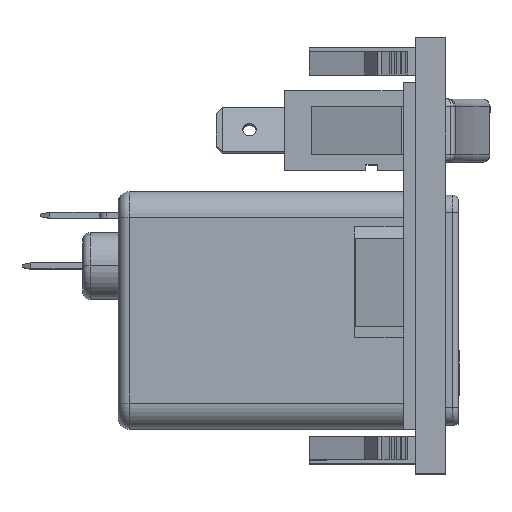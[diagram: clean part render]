
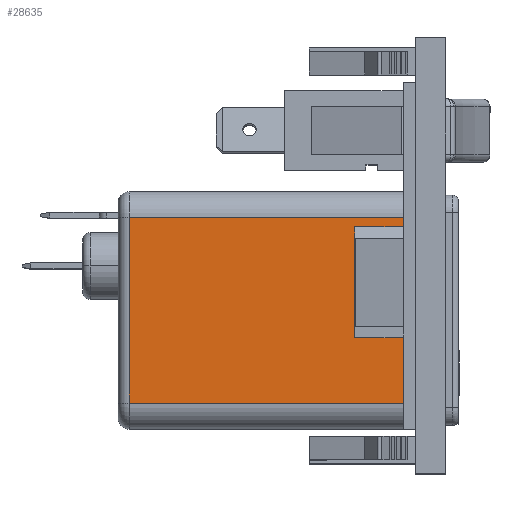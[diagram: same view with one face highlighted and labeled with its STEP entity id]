
A CAD part, top view. The second image highlights one B-rep face of the part: STEP entity #28635.
In plain terms, the highlighted planar face has unit normal (0, 0, 1).
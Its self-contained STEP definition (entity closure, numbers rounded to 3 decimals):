
#1711 = EDGE_CURVE ( 'NONE', #38919, #54341, #41321, .T. ) ;
#1736 = DIRECTION ( 'NONE',  ( 0., -1., 0. ) ) ;
#3043 = CARTESIAN_POINT ( 'NONE',  ( -8.244, 2.404, 14.481 ) ) ;
#3347 = VECTOR ( 'NONE', #21365, 1000. ) ;
#3406 = DIRECTION ( 'NONE',  ( -1., 0., 0. ) ) ;
#3549 = EDGE_LOOP ( 'NONE', ( #77232, #35752, #12744, #58946, #62489, #12789, #24195, #9811, #8747, #74194 ) ) ;
#3564 = VECTOR ( 'NONE', #22132, 1000. ) ;
#5755 = CARTESIAN_POINT ( 'NONE',  ( 1.756, 3.904, 14.481 ) ) ;
#6850 = CARTESIAN_POINT ( 'NONE',  ( -8.244, -11.096, 14.481 ) ) ;
#7611 = VERTEX_POINT ( 'NONE', #44033 ) ;
#8747 = ORIENTED_EDGE ( 'NONE', *, *, #30509, .T. ) ;
#8997 = CARTESIAN_POINT ( 'NONE',  ( 1.756, 3.904, 14.481 ) ) ;
#9811 = ORIENTED_EDGE ( 'NONE', *, *, #76477, .T. ) ;
#10760 = CARTESIAN_POINT ( 'NONE',  ( -38.744, 5.184, 14.481 ) ) ;
#12584 = DIRECTION ( 'NONE',  ( 0., -1., 0. ) ) ;
#12744 = ORIENTED_EDGE ( 'NONE', *, *, #54593, .F. ) ;
#12789 = ORIENTED_EDGE ( 'NONE', *, *, #21719, .F. ) ;
#13027 = VERTEX_POINT ( 'NONE', #23892 ) ;
#15016 = CARTESIAN_POINT ( 'NONE',  ( -8.244, -11.096, 14.481 ) ) ;
#19191 = DIRECTION ( 'NONE',  ( 0., -1., 0. ) ) ;
#20750 = FACE_OUTER_BOUND ( 'NONE', #3549, .T. ) ;
#21365 = DIRECTION ( 'NONE',  ( 0., -1., 0. ) ) ;
#21426 = VERTEX_POINT ( 'NONE', #10760 ) ;
#21654 = VECTOR ( 'NONE', #74992, 1000. ) ;
#21719 = EDGE_CURVE ( 'NONE', #60958, #23052, #51427, .T. ) ;
#22132 = DIRECTION ( 'NONE',  ( 0., 1., 0. ) ) ;
#23052 = VERTEX_POINT ( 'NONE', #40648 ) ;
#23817 = VERTEX_POINT ( 'NONE', #63654 ) ;
#23892 = CARTESIAN_POINT ( 'NONE',  ( 1.756, -11.096, 14.481 ) ) ;
#24195 = ORIENTED_EDGE ( 'NONE', *, *, #60626, .F. ) ;
#28366 = VECTOR ( 'NONE', #1736, 1000. ) ;
#28635 = ADVANCED_FACE ( 'NONE', ( #20750 ), #67579, .T. ) ;
#29380 = EDGE_CURVE ( 'NONE', #38919, #23817, #45360, .T. ) ;
#30509 = EDGE_CURVE ( 'NONE', #65247, #23817, #76115, .T. ) ;
#30934 = EDGE_CURVE ( 'NONE', #23052, #21426, #31300, .T. ) ;
#31300 = LINE ( 'NONE', #50455, #78639 ) ;
#33664 = CARTESIAN_POINT ( 'NONE',  ( 1.756, 5.184, 14.481 ) ) ;
#35241 = VECTOR ( 'NONE', #46887, 1000. ) ;
#35752 = ORIENTED_EDGE ( 'NONE', *, *, #70330, .F. ) ;
#37189 = CARTESIAN_POINT ( 'NONE',  ( -39.744, 5.184, 14.481 ) ) ;
#37285 = DIRECTION ( 'NONE',  ( 0., 1., 0. ) ) ;
#37407 = LINE ( 'NONE', #67017, #42547 ) ;
#38919 = VERTEX_POINT ( 'NONE', #44639 ) ;
#40648 = CARTESIAN_POINT ( 'NONE',  ( -38.744, -19.916, 14.481 ) ) ;
#41321 = LINE ( 'NONE', #77661, #3564 ) ;
#41533 = AXIS2_PLACEMENT_3D ( 'NONE', #37189, #61564, #19191 ) ;
#42547 = VECTOR ( 'NONE', #55017, 1000. ) ;
#42942 = LINE ( 'NONE', #61716, #47239 ) ;
#44033 = CARTESIAN_POINT ( 'NONE',  ( 1.756, 5.184, 14.481 ) ) ;
#44639 = CARTESIAN_POINT ( 'NONE',  ( -8.244, 2.404, 14.481 ) ) ;
#45360 = LINE ( 'NONE', #3043, #3347 ) ;
#46671 = VERTEX_POINT ( 'NONE', #5755 ) ;
#46887 = DIRECTION ( 'NONE',  ( -1., 0., 0. ) ) ;
#47239 = VECTOR ( 'NONE', #12584, 1000. ) ;
#49905 = CARTESIAN_POINT ( 'NONE',  ( 1.756, -19.916, 14.481 ) ) ;
#50235 = CARTESIAN_POINT ( 'NONE',  ( 1.756, -19.916, 14.481 ) ) ;
#50455 = CARTESIAN_POINT ( 'NONE',  ( -38.744, -19.916, 14.481 ) ) ;
#51427 = LINE ( 'NONE', #50235, #21654 ) ;
#52173 = DIRECTION ( 'NONE',  ( 0., 1., 0. ) ) ;
#54341 = VERTEX_POINT ( 'NONE', #63410 ) ;
#54593 = EDGE_CURVE ( 'NONE', #7611, #46671, #56461, .T. ) ;
#55017 = DIRECTION ( 'NONE',  ( -1., 0., 0. ) ) ;
#56461 = LINE ( 'NONE', #33664, #28366 ) ;
#58946 = ORIENTED_EDGE ( 'NONE', *, *, #73624, .T. ) ;
#60626 = EDGE_CURVE ( 'NONE', #13027, #60958, #42942, .T. ) ;
#60958 = VERTEX_POINT ( 'NONE', #49905 ) ;
#61564 = DIRECTION ( 'NONE',  ( 0., 0., 1. ) ) ;
#61716 = CARTESIAN_POINT ( 'NONE',  ( 1.756, -11.096, 14.481 ) ) ;
#62100 = VECTOR ( 'NONE', #3406, 1000. ) ;
#62489 = ORIENTED_EDGE ( 'NONE', *, *, #30934, .F. ) ;
#63410 = CARTESIAN_POINT ( 'NONE',  ( -8.244, 3.904, 14.481 ) ) ;
#63654 = CARTESIAN_POINT ( 'NONE',  ( -8.244, -9.596, 14.481 ) ) ;
#63732 = LINE ( 'NONE', #8997, #62100 ) ;
#64100 = LINE ( 'NONE', #76836, #35241 ) ;
#65247 = VERTEX_POINT ( 'NONE', #6850 ) ;
#67017 = CARTESIAN_POINT ( 'NONE',  ( 1.756, 5.184, 14.481 ) ) ;
#67579 = PLANE ( 'NONE',  #41533 ) ;
#70330 = EDGE_CURVE ( 'NONE', #46671, #54341, #63732, .T. ) ;
#73459 = VECTOR ( 'NONE', #52173, 1000. ) ;
#73624 = EDGE_CURVE ( 'NONE', #7611, #21426, #37407, .T. ) ;
#74194 = ORIENTED_EDGE ( 'NONE', *, *, #29380, .F. ) ;
#74992 = DIRECTION ( 'NONE',  ( -1., 0., 0. ) ) ;
#76115 = LINE ( 'NONE', #15016, #73459 ) ;
#76477 = EDGE_CURVE ( 'NONE', #13027, #65247, #64100, .T. ) ;
#76836 = CARTESIAN_POINT ( 'NONE',  ( 1.756, -11.096, 14.481 ) ) ;
#77232 = ORIENTED_EDGE ( 'NONE', *, *, #1711, .T. ) ;
#77661 = CARTESIAN_POINT ( 'NONE',  ( -8.244, 2.404, 14.481 ) ) ;
#78639 = VECTOR ( 'NONE', #37285, 1000. ) ;
